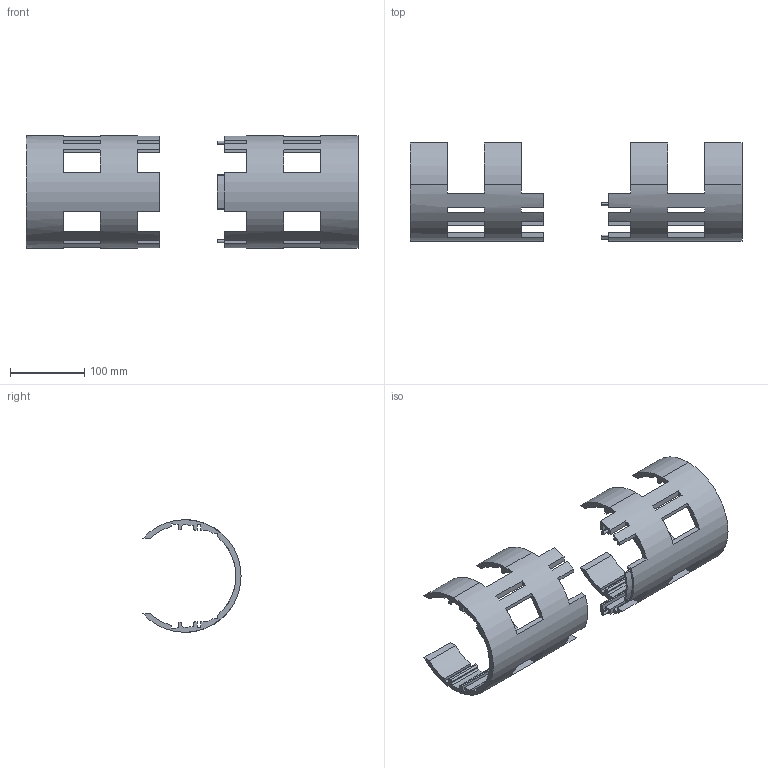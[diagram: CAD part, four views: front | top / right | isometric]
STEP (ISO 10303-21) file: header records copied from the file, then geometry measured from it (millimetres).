
FILE_DESCRIPTION (( 'STEP AP214' ), '1' );
FILE_NAME ('S01_1.3.STEP', '2025-02-05T00:08:42', ( '' ), ( '' ), 'SwSTEP 2.0', 'SolidWorks 2024', '' );
FILE_SCHEMA (( 'AUTOMOTIVE_DESIGN' ));
Length unit declared in the file: centimetre
Products named in the file (1): S01_1.3
Bounding box: 447.91 x 132.35 x 152 mm (x, y, z)
Volume: 629668.6 mm3; surface area: 231887.7 mm2
Topology: 2 solids, 2 shells, 256 faces, 726 edges, 472 vertices
Faces by surface type: plane 170, cylinder 74, bspline 12
Entity records: 9154 total; most frequent: CARTESIAN_POINT 2391, ORIENTED_EDGE 1452, DIRECTION 1372, EDGE_CURVE 726, VECTOR 474, LINE 474, VERTEX_POINT 472, AXIS2_PLACEMENT_3D 449
